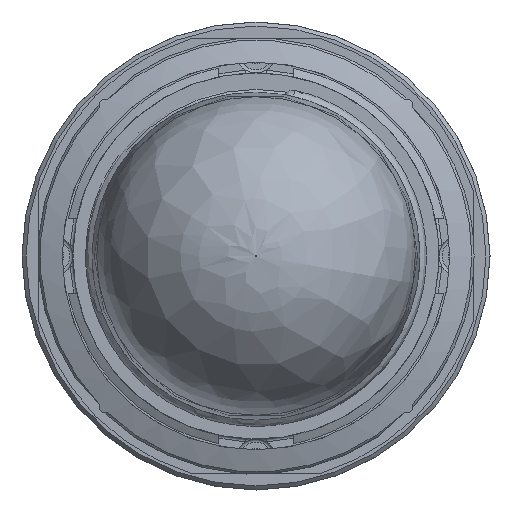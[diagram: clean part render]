
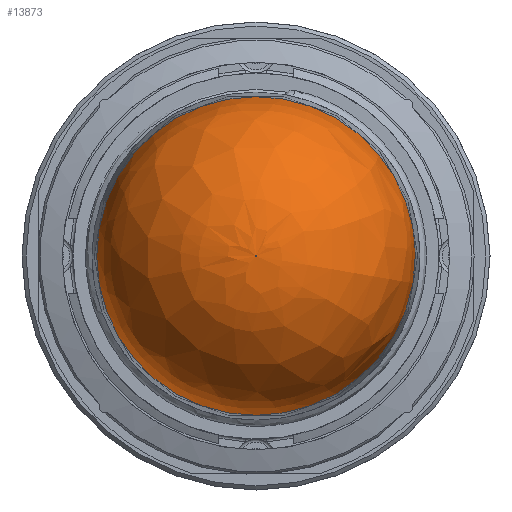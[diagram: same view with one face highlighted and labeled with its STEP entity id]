
A CAD part, front view. The second image highlights one B-rep face of the part: STEP entity #13873.
In plain terms, the highlighted free-form (B-spline) face has degree [2, 2] with [3, 9] control points.
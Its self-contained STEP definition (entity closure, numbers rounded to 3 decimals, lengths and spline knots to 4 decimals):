
#103=(
BOUNDED_SURFACE()
B_SPLINE_SURFACE(2,2,((#38698,#38699,#38700,#38701,#38702,#38703,#38704,
#38705,#38706),(#38707,#38708,#38709,#38710,#38711,#38712,#38713,#38714,
#38715),(#38716,#38717,#38718,#38719,#38720,#38721,#38722,#38723,#38724)),
 .UNSPECIFIED.,.F.,.T.,.F.)
B_SPLINE_SURFACE_WITH_KNOTS((3,3),(3,2,2,2,3),(-1.5708,-0.0524),
(-3.1416,-1.5708,0.,1.5708,3.1416),
 .UNSPECIFIED.)
GEOMETRIC_REPRESENTATION_ITEM()
RATIONAL_B_SPLINE_SURFACE(((1.,0.707,1.,0.707,1.,
0.707,1.,0.707,1.),(0.725,0.513,
0.725,0.513,0.725,0.513,
0.725,0.513,0.725),(1.,0.707,
1.,0.707,1.,0.707,1.,0.707,1.)))
REPRESENTATION_ITEM('')
SURFACE()
);
#2673=FACE_OUTER_BOUND('',#3564,.T.);
#3564=EDGE_LOOP('',(#12165,#12166,#12167,#12168,#12169,#12170,#12171));
#5376=CIRCLE('',#15551,1.5414);
#5377=CIRCLE('',#15552,1.543);
#5378=CIRCLE('',#15553,0.0005);
#5379=CIRCLE('',#15554,0.0005);
#5380=CIRCLE('',#15555,1.5414);
#5381=CIRCLE('',#15556,1.5414);
#6581=VERTEX_POINT('',#38725);
#6582=VERTEX_POINT('',#38726);
#6583=VERTEX_POINT('',#38728);
#6584=VERTEX_POINT('',#38730);
#6585=VERTEX_POINT('',#38733);
#8475=EDGE_CURVE('',#6581,#6582,#5376,.T.);
#8476=EDGE_CURVE('',#6582,#6583,#5377,.T.);
#8477=EDGE_CURVE('',#6583,#6584,#5378,.T.);
#8478=EDGE_CURVE('',#6584,#6583,#5379,.T.);
#8479=EDGE_CURVE('',#6582,#6585,#5380,.T.);
#8480=EDGE_CURVE('',#6585,#6581,#5381,.T.);
#12165=ORIENTED_EDGE('',*,*,#8475,.T.);
#12166=ORIENTED_EDGE('',*,*,#8476,.T.);
#12167=ORIENTED_EDGE('',*,*,#8477,.T.);
#12168=ORIENTED_EDGE('',*,*,#8478,.T.);
#12169=ORIENTED_EDGE('',*,*,#8476,.F.);
#12170=ORIENTED_EDGE('',*,*,#8479,.T.);
#12171=ORIENTED_EDGE('',*,*,#8480,.T.);
#13873=ADVANCED_FACE('',(#2673),#103,.F.);
#15551=AXIS2_PLACEMENT_3D('',#38727,#18811,#18812);
#15552=AXIS2_PLACEMENT_3D('',#38729,#18813,#18814);
#15553=AXIS2_PLACEMENT_3D('',#38731,#18815,#18816);
#15554=AXIS2_PLACEMENT_3D('',#38732,#18817,#18818);
#15555=AXIS2_PLACEMENT_3D('',#38734,#18819,#18820);
#15556=AXIS2_PLACEMENT_3D('',#38735,#18821,#18822);
#18811=DIRECTION('center_axis',(0.,-1.,0.));
#18812=DIRECTION('ref_axis',(1.,0.,0.));
#18813=DIRECTION('center_axis',(-1.,0.,0.));
#18814=DIRECTION('ref_axis',(0.,0.,-1.));
#18815=DIRECTION('center_axis',(0.,1.,0.));
#18816=DIRECTION('ref_axis',(1.,0.,0.));
#18817=DIRECTION('center_axis',(0.,1.,0.));
#18818=DIRECTION('ref_axis',(1.,0.,0.));
#18819=DIRECTION('center_axis',(0.,-1.,0.));
#18820=DIRECTION('ref_axis',(1.,0.,0.));
#18821=DIRECTION('center_axis',(0.,-1.,0.));
#18822=DIRECTION('ref_axis',(1.,0.,0.));
#38698=CARTESIAN_POINT('Ctrl Pts',(0.,-3.375,-0.0005));
#38699=CARTESIAN_POINT('Ctrl Pts',(-0.0005,-3.375,-0.0005));
#38700=CARTESIAN_POINT('Ctrl Pts',(-0.0005,-3.375,0.));
#38701=CARTESIAN_POINT('Ctrl Pts',(-0.0005,-3.375,0.0005));
#38702=CARTESIAN_POINT('Ctrl Pts',(0.,-3.375,0.0005));
#38703=CARTESIAN_POINT('Ctrl Pts',(0.0005,-3.375,0.0005));
#38704=CARTESIAN_POINT('Ctrl Pts',(0.0005,-3.375,0.));
#38705=CARTESIAN_POINT('Ctrl Pts',(0.0005,-3.375,-0.0005));
#38706=CARTESIAN_POINT('Ctrl Pts',(0.,-3.375,-0.0005));
#38707=CARTESIAN_POINT('Ctrl Pts',(0.,-3.375,-1.4647));
#38708=CARTESIAN_POINT('Ctrl Pts',(-1.4647,-3.375,-1.4647));
#38709=CARTESIAN_POINT('Ctrl Pts',(-1.4647,-3.375,0.));
#38710=CARTESIAN_POINT('Ctrl Pts',(-1.4647,-3.375,1.4647));
#38711=CARTESIAN_POINT('Ctrl Pts',(0.,-3.375,1.4647));
#38712=CARTESIAN_POINT('Ctrl Pts',(1.4647,-3.375,1.4647));
#38713=CARTESIAN_POINT('Ctrl Pts',(1.4647,-3.375,0.));
#38714=CARTESIAN_POINT('Ctrl Pts',(1.4647,-3.375,-1.4647));
#38715=CARTESIAN_POINT('Ctrl Pts',(0.,-3.375,-1.4647));
#38716=CARTESIAN_POINT('Ctrl Pts',(0.,-1.9128,
-1.5414));
#38717=CARTESIAN_POINT('Ctrl Pts',(-1.5414,-1.9128,
-1.5414));
#38718=CARTESIAN_POINT('Ctrl Pts',(-1.5414,-1.9128,
0.));
#38719=CARTESIAN_POINT('Ctrl Pts',(-1.5414,-1.9128,
1.5414));
#38720=CARTESIAN_POINT('Ctrl Pts',(0.,-1.9128,
1.5414));
#38721=CARTESIAN_POINT('Ctrl Pts',(1.5414,-1.9128,1.5414));
#38722=CARTESIAN_POINT('Ctrl Pts',(1.5414,-1.9128,0.));
#38723=CARTESIAN_POINT('Ctrl Pts',(1.5414,-1.9128,-1.5414));
#38724=CARTESIAN_POINT('Ctrl Pts',(0.,-1.9128,
-1.5414));
#38725=CARTESIAN_POINT('',(-1.5414,-1.9128,0.));
#38726=CARTESIAN_POINT('',(0.,-1.9128,-1.5414));
#38727=CARTESIAN_POINT('Origin',(0.,-1.9128,
0.));
#38728=CARTESIAN_POINT('',(0.,-3.375,-0.0005));
#38729=CARTESIAN_POINT('Origin',(0.,-1.832,-0.0005));
#38730=CARTESIAN_POINT('',(-0.0005,-3.375,0.));
#38731=CARTESIAN_POINT('Origin',(0.,-3.375,0.));
#38732=CARTESIAN_POINT('Origin',(0.,-3.375,0.));
#38733=CARTESIAN_POINT('',(1.5414,-1.9128,0.));
#38734=CARTESIAN_POINT('Origin',(0.,-1.9128,
0.));
#38735=CARTESIAN_POINT('Origin',(0.,-1.9128,
0.));
